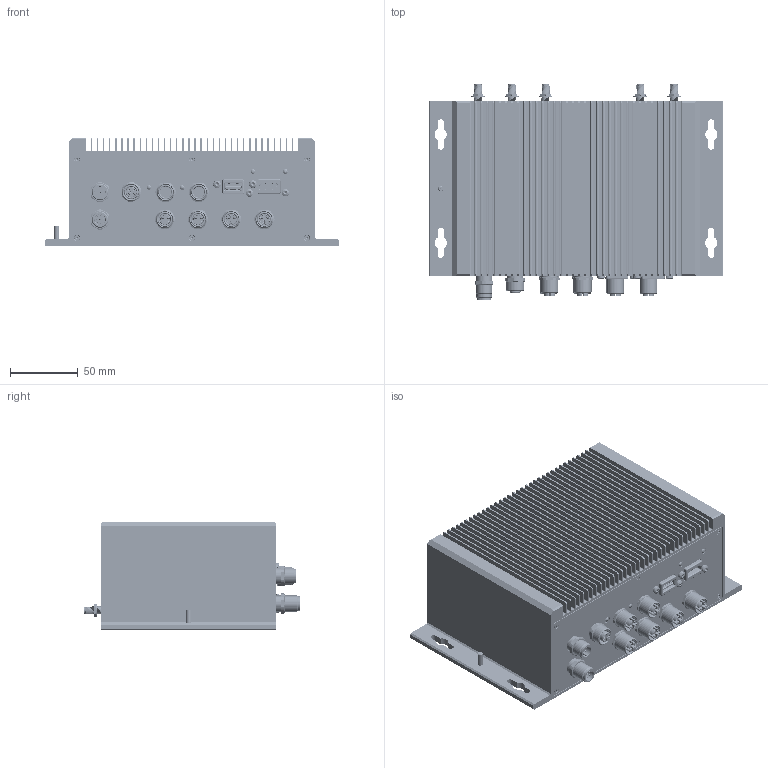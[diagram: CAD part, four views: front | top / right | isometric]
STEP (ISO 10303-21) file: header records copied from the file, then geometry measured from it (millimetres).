
FILE_DESCRIPTION(/* description */ (''),/* implementation_level */ '2;1');
FILE_NAME(/* name */ 'IPC-RMA3NI19-F202S.stp',/* time_stamp */ '2021-08-12T11:28:10+02:00',/* author */ ('AM'),/* organization */ (''),/* preprocessor_version */ 'ST-DEVELOPER v17.2',/* originating_system */ 'Autodesk Inventor 2019',/* authorisation */ '');
FILE_SCHEMA (('AUTOMOTIVE_DESIGN { 1 0 10303 214 3 1 1 }'));
Products named in the file (1): IPC-RMA3NI19-F202S_Shrinkwrap_1
Bounding box: 218 x 159.68 x 80 mm (x, y, z)
Volume: 454479.9 mm3; surface area: 325915.9 mm2
Topology: 1 solids, 868 shells, 7680 faces, 23637 edges, 17142 vertices
Faces by surface type: plane 3616, cylinder 2577, cone 681, bspline 536, torus 230, sphere 40
Full cylindrical faces by diameter (mm): 0.1 x5, 0.7 x8, 0.725 x48, 0.8 x56, 0.97 x5, 1 x30, 1.1 x41, 1.2 x32, 1.219 x5, 1.225 x32, 1.29 x48, 1.5 x24, 1.567 x2, 1.9 x6, 2 x16, 2.21 x5, 2.49 x5, 2.6 x12, 2.693 x2, 2.9 x8, 3 x10, 3.1 x5, 3.2 x2, 3.3 x4, 3.4 x8, 3.8 x12, 4 x1, 4.08 x5, 4.61 x5, 5 x6
Entity records: 423400 total; most frequent: CARTESIAN_POINT 207047, ORIENTED_EDGE 42377, DIRECTION 41252, EDGE_CURVE 23553, VERTEX_POINT 17142, AXIS2_PLACEMENT_3D 14234, LINE 12784, VECTOR 12784
